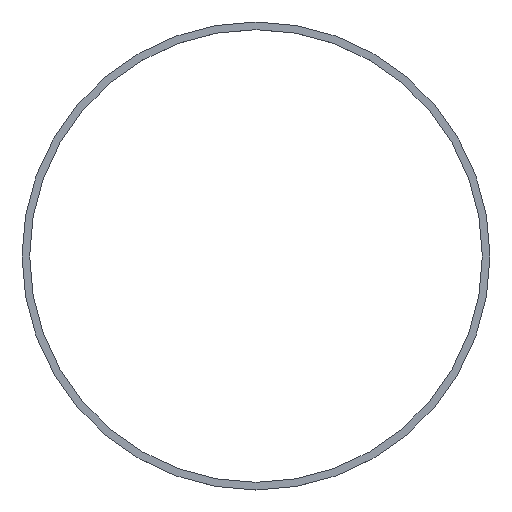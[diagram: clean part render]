
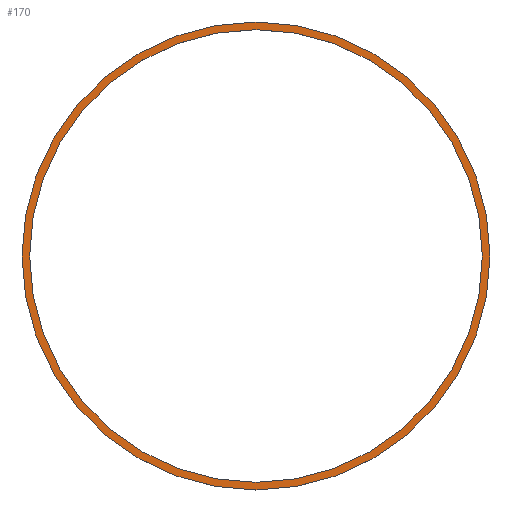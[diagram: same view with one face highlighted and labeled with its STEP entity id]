
A CAD part, top view. The second image highlights one B-rep face of the part: STEP entity #170.
In plain terms, the highlighted planar face has unit normal (0, 0, 1).
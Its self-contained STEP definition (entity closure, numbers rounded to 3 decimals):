
#97=CARTESIAN_POINT('',(-104.35,0.,-137.6));
#98=VERTEX_POINT('',#97);
#105=CARTESIAN_POINT('',(94.15,-0.,-137.6));
#106=VERTEX_POINT('',#105);
#107=CARTESIAN_POINT('',(-5.1,0.,-137.6));
#108=DIRECTION('',(0.,0.,1.));
#109=DIRECTION('',(1.,0.,-0.));
#110=AXIS2_PLACEMENT_3D('',#107,#108,#109);
#111=CIRCLE('',#110,99.25);
#112=EDGE_CURVE('',#106,#98,#111,.T.);
#114=CARTESIAN_POINT('',(-5.1,0.,-137.6));
#115=DIRECTION('',(0.,0.,1.));
#116=DIRECTION('',(1.,0.,-0.));
#117=AXIS2_PLACEMENT_3D('',#114,#115,#116);
#118=CIRCLE('',#117,99.25);
#119=EDGE_CURVE('',#98,#106,#118,.T.);
#141=CARTESIAN_POINT('',(-0.1,0.,-137.6));
#142=DIRECTION('',(0.,0.,1.));
#143=DIRECTION('',(1.,0.,0.));
#144=AXIS2_PLACEMENT_3D('',#141,#142,#143);
#145=PLANE('',#144);
#146=CARTESIAN_POINT('',(90.9,-0.,-137.6));
#147=VERTEX_POINT('',#146);
#148=CARTESIAN_POINT('',(-101.1,0.,-137.6));
#149=VERTEX_POINT('',#148);
#150=CARTESIAN_POINT('',(-5.1,0.,-137.6));
#151=DIRECTION('',(-0.,-0.,-1.));
#152=DIRECTION('',(1.,0.,-0.));
#153=AXIS2_PLACEMENT_3D('',#150,#151,#152);
#154=CIRCLE('',#153,96.);
#155=EDGE_CURVE('',#147,#149,#154,.T.);
#156=ORIENTED_EDGE('',*,*,#155,.T.);
#157=CARTESIAN_POINT('',(-5.1,0.,-137.6));
#158=DIRECTION('',(-0.,-0.,-1.));
#159=DIRECTION('',(1.,0.,-0.));
#160=AXIS2_PLACEMENT_3D('',#157,#158,#159);
#161=CIRCLE('',#160,96.);
#162=EDGE_CURVE('',#149,#147,#161,.T.);
#163=ORIENTED_EDGE('',*,*,#162,.T.);
#164=EDGE_LOOP('',(#156,#163));
#165=FACE_BOUND('',#164,.T.);
#166=ORIENTED_EDGE('',*,*,#112,.T.);
#167=ORIENTED_EDGE('',*,*,#119,.T.);
#168=EDGE_LOOP('',(#166,#167));
#169=FACE_BOUND('',#168,.T.);
#170=ADVANCED_FACE('',(#165,#169),#145,.T.);
